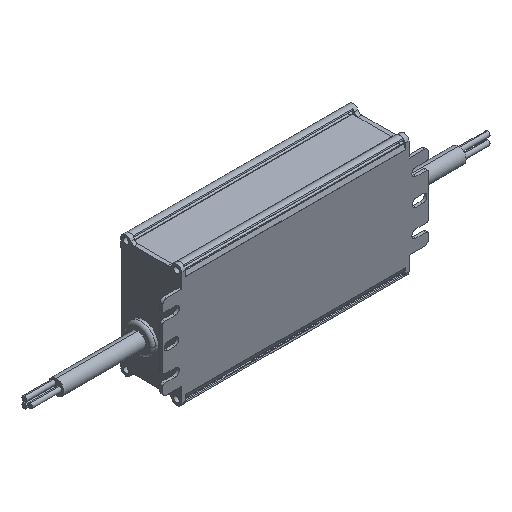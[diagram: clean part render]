
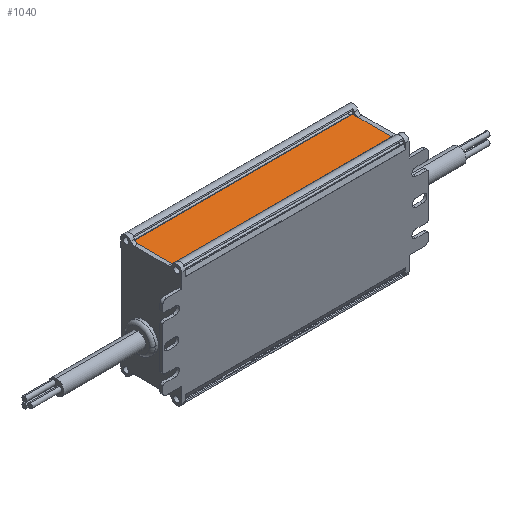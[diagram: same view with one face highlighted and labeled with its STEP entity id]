
A CAD part, isometric view. The second image highlights one B-rep face of the part: STEP entity #1040.
In plain terms, the highlighted face is planar.
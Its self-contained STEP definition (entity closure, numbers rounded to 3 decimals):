
#490=CARTESIAN_POINT('',(29.07,0.,8.85));
#500=DIRECTION('',(1.,0.,0.));
#510=DIRECTION('',(0.,0.,-1.));
#520=AXIS2_PLACEMENT_3D('',#490,#500,#510);
#530=PLANE('',#520);
#540=CARTESIAN_POINT('',(29.07,115.,8.85));
#550=DIRECTION('',(0.,-1.,0.));
#560=VECTOR('',#550,1.);
#570=LINE('',#540,#560);
#580=CARTESIAN_POINT('',(29.07,115.,8.848));
#590=VERTEX_POINT('',#580);
#600=CARTESIAN_POINT('',(29.07,0.,
8.85));
#610=VERTEX_POINT('',#600);
#620=EDGE_CURVE('',#590,#610,#570,.T.);
#630=ORIENTED_EDGE('',*,*,#620,.T.);
#640=CARTESIAN_POINT('',(29.069,115.,0.));
#650=DIRECTION('',(0.,0.,1.));
#660=VECTOR('',#650,1.);
#670=LINE('',#640,#660);
#680=CARTESIAN_POINT('',(29.07,115.,8.809));
#690=VERTEX_POINT('',#680);
#700=EDGE_CURVE('',#690,#590,#670,.T.);
#710=ORIENTED_EDGE('',*,*,#700,.T.);
#720=CARTESIAN_POINT('',(29.069,115.,-8.874));
#730=VERTEX_POINT('',#720);
#740=EDGE_CURVE('',#730,#690,#670,.T.);
#750=ORIENTED_EDGE('',*,*,#740,.T.);
#760=CARTESIAN_POINT('',(29.069,115.,-11.597));
#770=VERTEX_POINT('',#760);
#780=EDGE_CURVE('',#770,#730,#670,.T.);
#790=ORIENTED_EDGE('',*,*,#780,.T.);
#800=CARTESIAN_POINT('',(29.069,0.,-11.599));
#810=DIRECTION('',(0.,1.,0.));
#820=VECTOR('',#810,1.);
#830=LINE('',#800,#820);
#840=CARTESIAN_POINT('',(29.069,0.,
-11.597));
#850=VERTEX_POINT('',#840);
#860=EDGE_CURVE('',#850,#770,#830,.T.);
#870=ORIENTED_EDGE('',*,*,#860,.T.);
#880=CARTESIAN_POINT('',(29.069,0.,0.));
#890=DIRECTION('',(0.,0.,-1.));
#900=VECTOR('',#890,1.);
#910=LINE('',#880,#900);
#920=CARTESIAN_POINT('',(29.069,0.,
-8.866));
#930=VERTEX_POINT('',#920);
#940=EDGE_CURVE('',#930,#850,#910,.T.);
#950=ORIENTED_EDGE('',*,*,#940,.T.);
#960=CARTESIAN_POINT('',(29.07,0.,
8.817));
#970=VERTEX_POINT('',#960);
#980=EDGE_CURVE('',#970,#930,#910,.T.);
#990=ORIENTED_EDGE('',*,*,#980,.T.);
#1000=EDGE_CURVE('',#610,#970,#910,.T.);
#1010=ORIENTED_EDGE('',*,*,#1000,.T.);
#1020=EDGE_LOOP('',(#1010,#990,#950,#870,#790,#750,#710,#630));
#1030=FACE_OUTER_BOUND('',#1020,.T.);
#1040=ADVANCED_FACE('',(#1030),#530,.T.);
